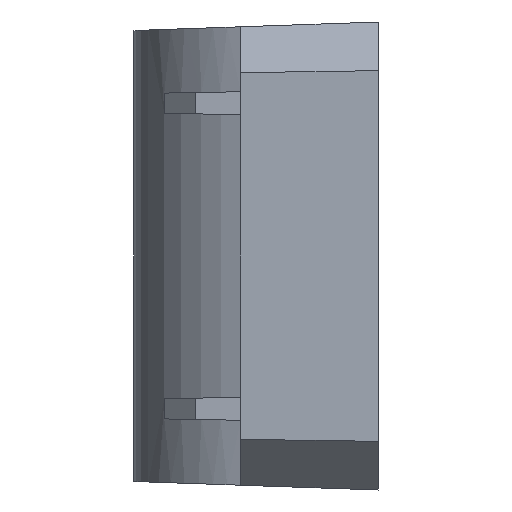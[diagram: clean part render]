
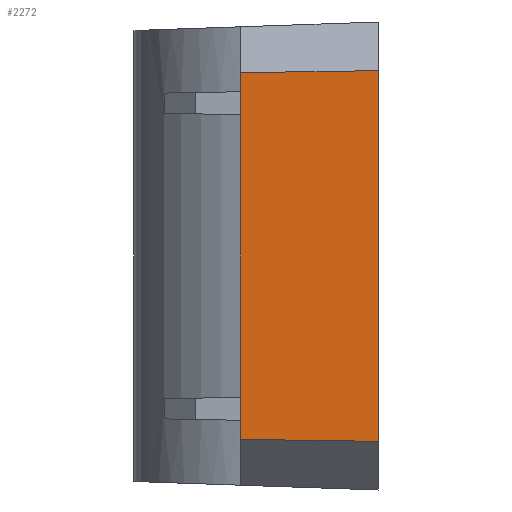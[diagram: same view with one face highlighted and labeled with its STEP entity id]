
A CAD part, left-side view. The second image highlights one B-rep face of the part: STEP entity #2272.
In plain terms, the highlighted planar face has unit normal (-0.999, 0.035, 0).
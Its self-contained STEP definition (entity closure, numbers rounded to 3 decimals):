
#118 = DIRECTION ( 'NONE',  ( -0.999, 0.035, 0. ) ) ;
#578 = CARTESIAN_POINT ( 'NONE',  ( -19.6, 3., -15.001 ) ) ;
#618 = EDGE_CURVE ( 'NONE', #5912, #886, #2409, .T. ) ;
#640 = LINE ( 'NONE', #2833, #993 ) ;
#680 = DIRECTION ( 'NONE',  ( -0.035, -0.999, -0.014 ) ) ;
#829 = ORIENTED_EDGE ( 'NONE', *, *, #4607, .F. ) ;
#886 = VERTEX_POINT ( 'NONE', #1782 ) ;
#993 = VECTOR ( 'NONE', #1926, 1000. ) ;
#1032 = FACE_OUTER_BOUND ( 'NONE', #5446, .T. ) ;
#1089 = PLANE ( 'NONE',  #5282 ) ;
#1219 = CARTESIAN_POINT ( 'NONE',  ( -19.914, -6., 12.13 ) ) ;
#1782 = CARTESIAN_POINT ( 'NONE',  ( -19.914, -6., -12.13 ) ) ;
#1926 = DIRECTION ( 'NONE',  ( 0.035, 0.999, -0.014 ) ) ;
#2063 = LINE ( 'NONE', #2490, #3533 ) ;
#2235 = EDGE_CURVE ( 'NONE', #5912, #2767, #640, .T. ) ;
#2272 = ADVANCED_FACE ( 'NONE', ( #1032 ), #1089, .T. ) ;
#2277 = ORIENTED_EDGE ( 'NONE', *, *, #2235, .T. ) ;
#2409 = LINE ( 'NONE', #5026, #5606 ) ;
#2478 = DIRECTION ( 'NONE',  ( -0.035, -0.999, 0. ) ) ;
#2490 = CARTESIAN_POINT ( 'NONE',  ( -19.585, 3.431, -11.994 ) ) ;
#2665 = CARTESIAN_POINT ( 'NONE',  ( -19.6, 3., 12. ) ) ;
#2767 = VERTEX_POINT ( 'NONE', #2665 ) ;
#2833 = CARTESIAN_POINT ( 'NONE',  ( -19.596, 3.125, 11.998 ) ) ;
#2910 = CARTESIAN_POINT ( 'NONE',  ( -19.6, 3., -15.001 ) ) ;
#3100 = CARTESIAN_POINT ( 'NONE',  ( -19.6, 3., -12. ) ) ;
#3408 = VECTOR ( 'NONE', #5667, 1000. ) ;
#3533 = VECTOR ( 'NONE', #680, 1000. ) ;
#3711 = DIRECTION ( 'NONE',  ( 0., 0., -1. ) ) ;
#3803 = VERTEX_POINT ( 'NONE', #3100 ) ;
#4177 = ORIENTED_EDGE ( 'NONE', *, *, #618, .F. ) ;
#4607 = EDGE_CURVE ( 'NONE', #3803, #2767, #4727, .T. ) ;
#4727 = LINE ( 'NONE', #2910, #3408 ) ;
#4992 = EDGE_CURVE ( 'NONE', #3803, #886, #2063, .T. ) ;
#5026 = CARTESIAN_POINT ( 'NONE',  ( -19.914, -6., 15. ) ) ;
#5282 = AXIS2_PLACEMENT_3D ( 'NONE', #578, #118, #2478 ) ;
#5446 = EDGE_LOOP ( 'NONE', ( #2277, #829, #5876, #4177 ) ) ;
#5606 = VECTOR ( 'NONE', #3711, 1000. ) ;
#5667 = DIRECTION ( 'NONE',  ( 0., 0., 1. ) ) ;
#5876 = ORIENTED_EDGE ( 'NONE', *, *, #4992, .T. ) ;
#5912 = VERTEX_POINT ( 'NONE', #1219 ) ;
